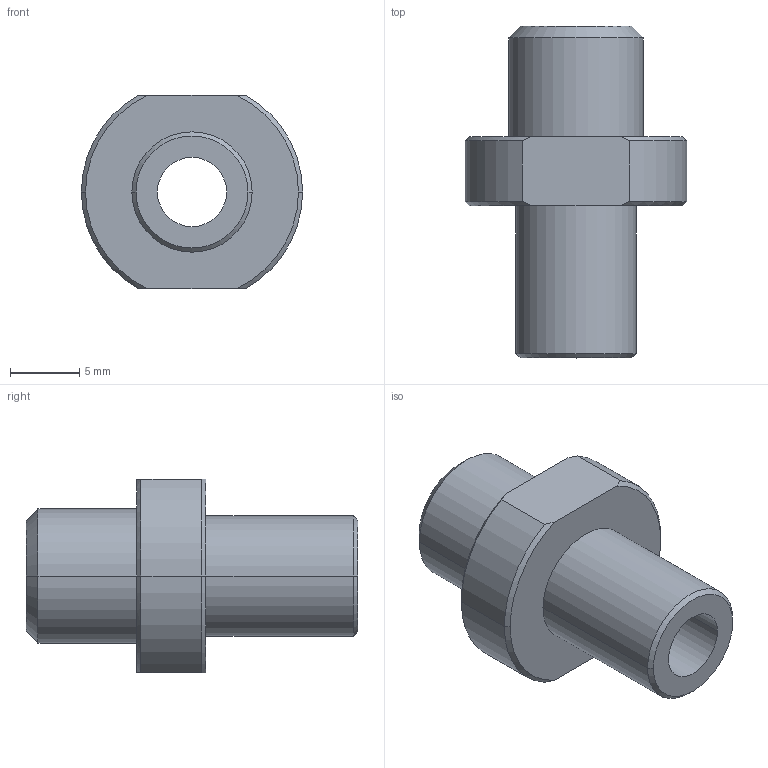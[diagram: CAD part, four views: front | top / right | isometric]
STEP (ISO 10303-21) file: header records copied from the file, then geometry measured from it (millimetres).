
FILE_DESCRIPTION(('STEP AP214'),'1');
FILE_NAME('COVAL_IM18SP1251.stp','2017-12-28T08:28:28',('TraceParts'),('TraceParts S.A.'),'Spatial InterOp 3D',' ',' ');
FILE_SCHEMA(('automotive_design'));
Length unit declared in the file: millimetre
Products named in the file (1): COVAL_IM18SP1251
Bounding box: 16 x 24 x 14 mm (x, y, z)
Volume: 1711.9 mm3; surface area: 1477.4 mm2
Topology: 1 solids, 1 shells, 28 faces, 64 edges, 40 vertices
Faces by surface type: cone 12, cylinder 10, plane 6
Entity records: 1048 total; most frequent: CARTESIAN_POINT 157, DIRECTION 146, ORIENTED_EDGE 128, EDGE_CURVE 64, AXIS2_PLACEMENT_3D 61, VERTEX_POINT 40, EDGE_LOOP 32, CIRCLE 32
